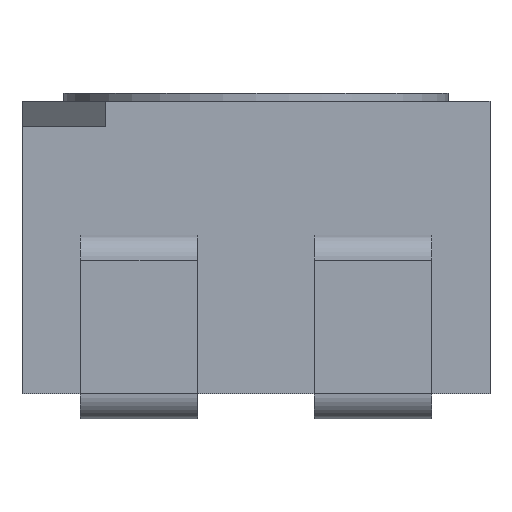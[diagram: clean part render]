
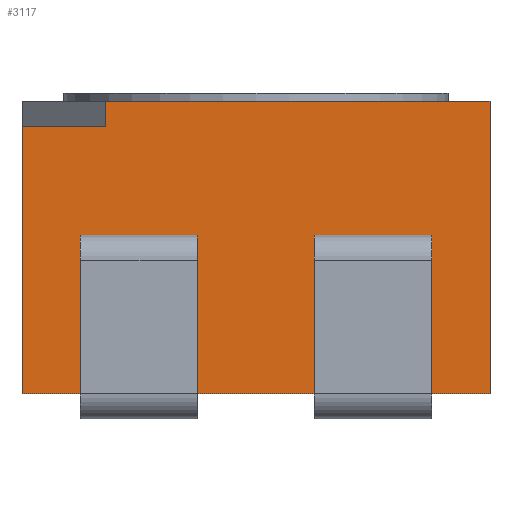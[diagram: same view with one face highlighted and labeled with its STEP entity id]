
A CAD part, left-side view. The second image highlights one B-rep face of the part: STEP entity #3117.
In plain terms, the highlighted planar face has unit normal (-1, 0, 0).
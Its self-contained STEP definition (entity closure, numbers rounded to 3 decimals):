
#2643 = VERTEX_POINT('',#2644);
#2644 = CARTESIAN_POINT('',(-1.6,1.4,0.));
#2653 = PLANE('',#2654);
#2654 = AXIS2_PLACEMENT_3D('',#2655,#2656,#2657);
#2655 = CARTESIAN_POINT('',(-1.6,1.4,0.));
#2656 = DIRECTION('',(0.,1.,0.));
#2657 = DIRECTION('',(1.,0.,0.));
#2665 = PLANE('',#2666);
#2666 = AXIS2_PLACEMENT_3D('',#2667,#2668,#2669);
#2667 = CARTESIAN_POINT('',(-1.6,1.4,0.));
#2668 = DIRECTION('',(0.,0.,1.));
#2669 = DIRECTION('',(1.,0.,0.));
#2677 = EDGE_CURVE('',#2643,#2678,#2680,.T.);
#2678 = VERTEX_POINT('',#2679);
#2679 = CARTESIAN_POINT('',(-1.6,1.4,1.6));
#2680 = SURFACE_CURVE('',#2681,(#2685,#2692),.PCURVE_S1.);
#2681 = LINE('',#2682,#2683);
#2682 = CARTESIAN_POINT('',(-1.6,1.4,0.));
#2683 = VECTOR('',#2684,1.);
#2684 = DIRECTION('',(0.,0.,1.));
#2685 = PCURVE('',#2653,#2686);
#2686 = DEFINITIONAL_REPRESENTATION('',(#2687),#2691);
#2687 = LINE('',#2688,#2689);
#2688 = CARTESIAN_POINT('',(0.,0.));
#2689 = VECTOR('',#2690,1.);
#2690 = DIRECTION('',(0.,-1.));
#2691 = ( GEOMETRIC_REPRESENTATION_CONTEXT(2) 
PARAMETRIC_REPRESENTATION_CONTEXT() REPRESENTATION_CONTEXT('2D SPACE',''
  ) );
#2692 = PCURVE('',#2693,#2698);
#2693 = PLANE('',#2694);
#2694 = AXIS2_PLACEMENT_3D('',#2695,#2696,#2697);
#2695 = CARTESIAN_POINT('',(-1.6,-1.4,0.));
#2696 = DIRECTION('',(-1.,0.,0.));
#2697 = DIRECTION('',(0.,1.,0.));
#2698 = DEFINITIONAL_REPRESENTATION('',(#2699),#2703);
#2699 = LINE('',#2700,#2701);
#2700 = CARTESIAN_POINT('',(2.8,0.));
#2701 = VECTOR('',#2702,1.);
#2702 = DIRECTION('',(0.,-1.));
#2703 = ( GEOMETRIC_REPRESENTATION_CONTEXT(2) 
PARAMETRIC_REPRESENTATION_CONTEXT() REPRESENTATION_CONTEXT('2D SPACE',''
  ) );
#2721 = PLANE('',#2722);
#2722 = AXIS2_PLACEMENT_3D('',#2723,#2724,#2725);
#2723 = CARTESIAN_POINT('',(-1.1,1.4,1.6));
#2724 = DIRECTION('',(0.,0.,1.));
#2725 = DIRECTION('',(1.,0.,0.));
#2749 = PLANE('',#2750);
#2750 = AXIS2_PLACEMENT_3D('',#2751,#2752,#2753);
#2751 = CARTESIAN_POINT('',(-1.1,1.4,1.75));
#2752 = DIRECTION('',(-0.707,0.707,0.));
#2753 = DIRECTION('',(-0.707,-0.707,0.));
#2777 = PLANE('',#2778);
#2778 = AXIS2_PLACEMENT_3D('',#2779,#2780,#2781);
#2779 = CARTESIAN_POINT('',(-1.6,1.4,1.75));
#2780 = DIRECTION('',(0.,0.,1.));
#2781 = DIRECTION('',(1.,0.,0.));
#2843 = VERTEX_POINT('',#2844);
#2844 = CARTESIAN_POINT('',(-1.6,-1.4,0.));
#2858 = PLANE('',#2859);
#2859 = AXIS2_PLACEMENT_3D('',#2860,#2861,#2862);
#2860 = CARTESIAN_POINT('',(1.6,-1.4,0.));
#2861 = DIRECTION('',(0.,-1.,0.));
#2862 = DIRECTION('',(-1.,0.,0.));
#2870 = EDGE_CURVE('',#2843,#2643,#2871,.T.);
#2871 = SURFACE_CURVE('',#2872,(#2876,#2883),.PCURVE_S1.);
#2872 = LINE('',#2873,#2874);
#2873 = CARTESIAN_POINT('',(-1.6,-1.4,0.));
#2874 = VECTOR('',#2875,1.);
#2875 = DIRECTION('',(0.,1.,0.));
#2876 = PCURVE('',#2665,#2877);
#2877 = DEFINITIONAL_REPRESENTATION('',(#2878),#2882);
#2878 = LINE('',#2879,#2880);
#2879 = CARTESIAN_POINT('',(0.,-2.8));
#2880 = VECTOR('',#2881,1.);
#2881 = DIRECTION('',(0.,1.));
#2882 = ( GEOMETRIC_REPRESENTATION_CONTEXT(2) 
PARAMETRIC_REPRESENTATION_CONTEXT() REPRESENTATION_CONTEXT('2D SPACE',''
  ) );
#2883 = PCURVE('',#2693,#2884);
#2884 = DEFINITIONAL_REPRESENTATION('',(#2885),#2889);
#2885 = LINE('',#2886,#2887);
#2886 = CARTESIAN_POINT('',(0.,0.));
#2887 = VECTOR('',#2888,1.);
#2888 = DIRECTION('',(1.,0.));
#2889 = ( GEOMETRIC_REPRESENTATION_CONTEXT(2) 
PARAMETRIC_REPRESENTATION_CONTEXT() REPRESENTATION_CONTEXT('2D SPACE',''
  ) );
#2945 = VERTEX_POINT('',#2946);
#2946 = CARTESIAN_POINT('',(-1.6,0.9,1.75));
#2967 = EDGE_CURVE('',#2968,#2945,#2970,.T.);
#2968 = VERTEX_POINT('',#2969);
#2969 = CARTESIAN_POINT('',(-1.6,-1.4,1.75));
#2970 = SURFACE_CURVE('',#2971,(#2975,#2982),.PCURVE_S1.);
#2971 = LINE('',#2972,#2973);
#2972 = CARTESIAN_POINT('',(-1.6,-1.4,1.75));
#2973 = VECTOR('',#2974,1.);
#2974 = DIRECTION('',(0.,1.,0.));
#2975 = PCURVE('',#2777,#2976);
#2976 = DEFINITIONAL_REPRESENTATION('',(#2977),#2981);
#2977 = LINE('',#2978,#2979);
#2978 = CARTESIAN_POINT('',(0.,-2.8));
#2979 = VECTOR('',#2980,1.);
#2980 = DIRECTION('',(0.,1.));
#2981 = ( GEOMETRIC_REPRESENTATION_CONTEXT(2) 
PARAMETRIC_REPRESENTATION_CONTEXT() REPRESENTATION_CONTEXT('2D SPACE',''
  ) );
#2982 = PCURVE('',#2693,#2983);
#2983 = DEFINITIONAL_REPRESENTATION('',(#2984),#2988);
#2984 = LINE('',#2985,#2986);
#2985 = CARTESIAN_POINT('',(0.,-1.75));
#2986 = VECTOR('',#2987,1.);
#2987 = DIRECTION('',(1.,0.));
#2988 = ( GEOMETRIC_REPRESENTATION_CONTEXT(2) 
PARAMETRIC_REPRESENTATION_CONTEXT() REPRESENTATION_CONTEXT('2D SPACE',''
  ) );
#3048 = VERTEX_POINT('',#3049);
#3049 = CARTESIAN_POINT('',(-1.6,0.9,1.6));
#3070 = EDGE_CURVE('',#2945,#3048,#3071,.T.);
#3071 = SURFACE_CURVE('',#3072,(#3076,#3083),.PCURVE_S1.);
#3072 = LINE('',#3073,#3074);
#3073 = CARTESIAN_POINT('',(-1.6,0.9,1.75));
#3074 = VECTOR('',#3075,1.);
#3075 = DIRECTION('',(0.,0.,-1.));
#3076 = PCURVE('',#2749,#3077);
#3077 = DEFINITIONAL_REPRESENTATION('',(#3078),#3082);
#3078 = LINE('',#3079,#3080);
#3079 = CARTESIAN_POINT('',(0.707,0.));
#3080 = VECTOR('',#3081,1.);
#3081 = DIRECTION('',(0.,-1.));
#3082 = ( GEOMETRIC_REPRESENTATION_CONTEXT(2) 
PARAMETRIC_REPRESENTATION_CONTEXT() REPRESENTATION_CONTEXT('2D SPACE',''
  ) );
#3083 = PCURVE('',#2693,#3084);
#3084 = DEFINITIONAL_REPRESENTATION('',(#3085),#3089);
#3085 = LINE('',#3086,#3087);
#3086 = CARTESIAN_POINT('',(2.3,-1.75));
#3087 = VECTOR('',#3088,1.);
#3088 = DIRECTION('',(0.,1.));
#3089 = ( GEOMETRIC_REPRESENTATION_CONTEXT(2) 
PARAMETRIC_REPRESENTATION_CONTEXT() REPRESENTATION_CONTEXT('2D SPACE',''
  ) );
#3097 = EDGE_CURVE('',#2678,#3048,#3098,.T.);
#3098 = SURFACE_CURVE('',#3099,(#3103,#3110),.PCURVE_S1.);
#3099 = LINE('',#3100,#3101);
#3100 = CARTESIAN_POINT('',(-1.6,1.4,1.6));
#3101 = VECTOR('',#3102,1.);
#3102 = DIRECTION('',(0.,-1.,0.));
#3103 = PCURVE('',#2721,#3104);
#3104 = DEFINITIONAL_REPRESENTATION('',(#3105),#3109);
#3105 = LINE('',#3106,#3107);
#3106 = CARTESIAN_POINT('',(-0.5,0.));
#3107 = VECTOR('',#3108,1.);
#3108 = DIRECTION('',(0.,-1.));
#3109 = ( GEOMETRIC_REPRESENTATION_CONTEXT(2) 
PARAMETRIC_REPRESENTATION_CONTEXT() REPRESENTATION_CONTEXT('2D SPACE',''
  ) );
#3110 = PCURVE('',#2693,#3111);
#3111 = DEFINITIONAL_REPRESENTATION('',(#3112),#3116);
#3112 = LINE('',#3113,#3114);
#3113 = CARTESIAN_POINT('',(2.8,-1.6));
#3114 = VECTOR('',#3115,1.);
#3115 = DIRECTION('',(-1.,0.));
#3116 = ( GEOMETRIC_REPRESENTATION_CONTEXT(2) 
PARAMETRIC_REPRESENTATION_CONTEXT() REPRESENTATION_CONTEXT('2D SPACE',''
  ) );
#3117 = ADVANCED_FACE('',(#3118),#2693,.T.);
#3118 = FACE_BOUND('',#3119,.T.);
#3119 = EDGE_LOOP('',(#3120,#3121,#3142,#3143,#3144,#3145));
#3120 = ORIENTED_EDGE('',*,*,#2870,.F.);
#3121 = ORIENTED_EDGE('',*,*,#3122,.T.);
#3122 = EDGE_CURVE('',#2843,#2968,#3123,.T.);
#3123 = SURFACE_CURVE('',#3124,(#3128,#3135),.PCURVE_S1.);
#3124 = LINE('',#3125,#3126);
#3125 = CARTESIAN_POINT('',(-1.6,-1.4,0.));
#3126 = VECTOR('',#3127,1.);
#3127 = DIRECTION('',(0.,0.,1.));
#3128 = PCURVE('',#2693,#3129);
#3129 = DEFINITIONAL_REPRESENTATION('',(#3130),#3134);
#3130 = LINE('',#3131,#3132);
#3131 = CARTESIAN_POINT('',(0.,0.));
#3132 = VECTOR('',#3133,1.);
#3133 = DIRECTION('',(0.,-1.));
#3134 = ( GEOMETRIC_REPRESENTATION_CONTEXT(2) 
PARAMETRIC_REPRESENTATION_CONTEXT() REPRESENTATION_CONTEXT('2D SPACE',''
  ) );
#3135 = PCURVE('',#2858,#3136);
#3136 = DEFINITIONAL_REPRESENTATION('',(#3137),#3141);
#3137 = LINE('',#3138,#3139);
#3138 = CARTESIAN_POINT('',(3.2,0.));
#3139 = VECTOR('',#3140,1.);
#3140 = DIRECTION('',(0.,-1.));
#3141 = ( GEOMETRIC_REPRESENTATION_CONTEXT(2) 
PARAMETRIC_REPRESENTATION_CONTEXT() REPRESENTATION_CONTEXT('2D SPACE',''
  ) );
#3142 = ORIENTED_EDGE('',*,*,#2967,.T.);
#3143 = ORIENTED_EDGE('',*,*,#3070,.T.);
#3144 = ORIENTED_EDGE('',*,*,#3097,.F.);
#3145 = ORIENTED_EDGE('',*,*,#2677,.F.);
